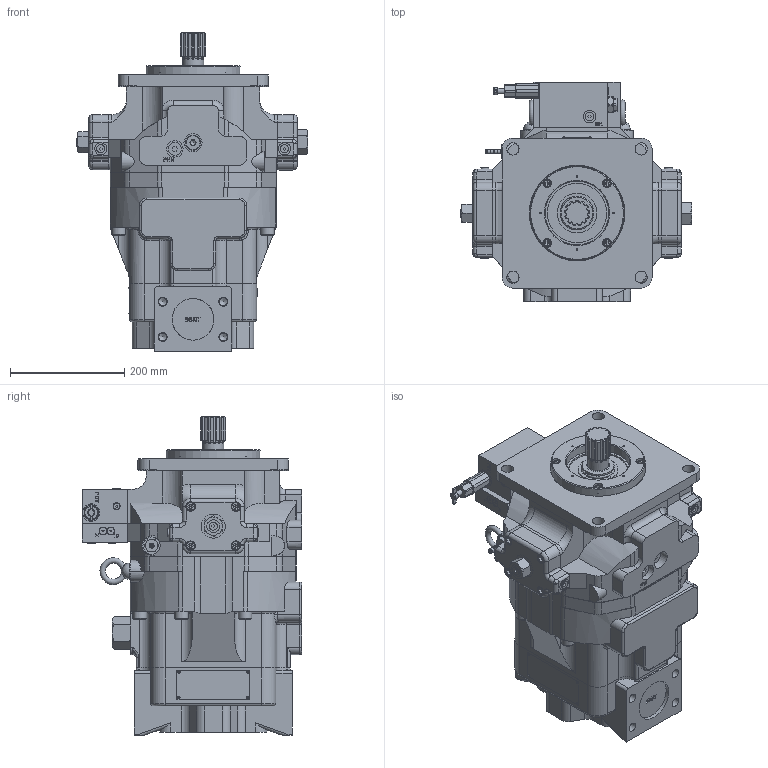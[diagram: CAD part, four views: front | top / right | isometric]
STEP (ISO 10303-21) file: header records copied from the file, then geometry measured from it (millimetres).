
FILE_DESCRIPTION((''),'2;1');
FILE_NAME('PVV_200_250.stp','2015-12-29T08:39:45',('JGroves'),(''),'Autodesk Inventor 2012','Autodesk Inventor 2012','');
FILE_SCHEMA(('AUTOMOTIVE_DESIGN { 1 0 10303 214 1 1 1 1 }'));
Length unit declared in the file: inch
Products named in the file (1): Assembly1_Shrinkwrap_2
Bounding box: 406.27 x 384.3 x 557.68 mm (x, y, z)
Surface area: 1026816.4 mm2 (no closed solid volume)
Topology: 0 solids, 189 shells, 1987 faces, 6264 edges, 4459 vertices
Faces by surface type: plane 1044, cylinder 640, cone 178, torus 87, bspline 20, sphere 18
Full cylindrical faces by diameter (mm): 3.175 x4, 4.089 x1, 4.826 x1, 5.207 x4, 6.35 x8, 6.909 x4, 7.925 x7, 9.525 x2, 10.211 x4, 10.719 x4, 11.125 x3, 11.989 x4, 12.446 x4, 12.7 x3, 13.894 x8, 14.275 x8, 15.088 x8, 15.494 x1, 15.875 x6, 16.662 x4, 19.05 x4, 21.438 x4, 22.225 x3, 24 x6, 24.384 x1, 26.187 x2, 27.381 x1, 27.991 x2, 28.575 x1, 30.175 x1
Entity records: 71482 total; most frequent: CARTESIAN_POINT 16643, DIRECTION 11254, ORIENTED_EDGE 9879, EDGE_CURVE 5985, VERTEX_POINT 4411, VECTOR 3824, LINE 3824, AXIS2_PLACEMENT_3D 3715
